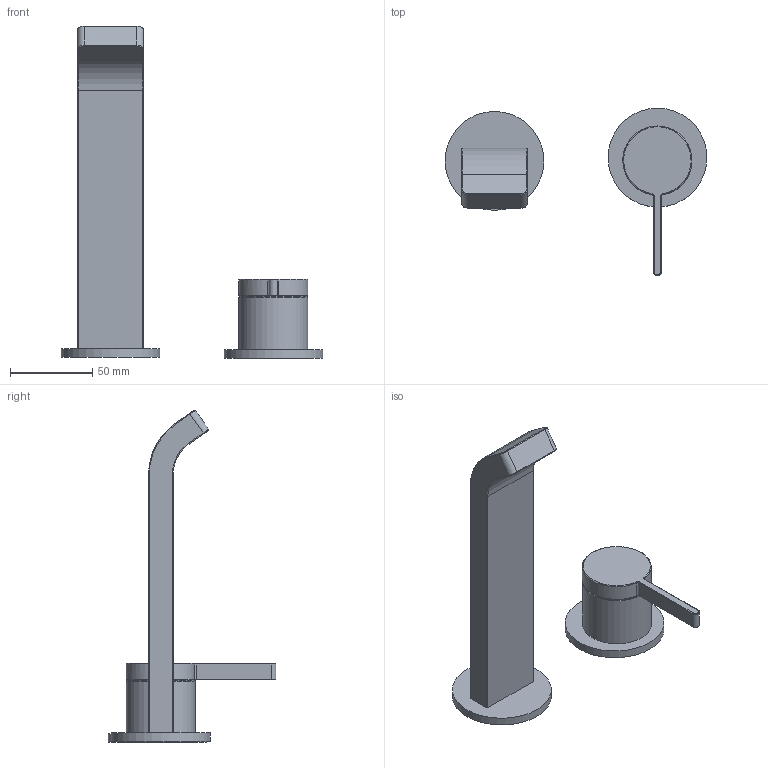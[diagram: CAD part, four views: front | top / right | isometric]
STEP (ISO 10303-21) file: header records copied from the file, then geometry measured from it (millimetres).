
FILE_DESCRIPTION(/* description */ (''),/* implementation_level */ '2;1');
FILE_NAME(/* name */ '3D_TVZ106003000_Dawn_Simplified.step',/* time_stamp */ '2024-06-07T09:13:12+02:00',/* author */ (''),/* organization */ (''),/* preprocessor_version */ 'ST-DEVELOPER v20',/* originating_system */ 'Autodesk Translation Framework v13.14.0.145',/* authorisation */ '');
FILE_SCHEMA (('AUTOMOTIVE_DESIGN { 1 0 10303 214 3 1 1 }'));
Length unit declared in the file: millimetre
Products named in the file (10): (Nicht gespeichert); 3D_TVW10612A152_Dawn39603604; 16002313_ASM39593603; 1200072939293576; 120007273595; 040000363591; 100002563587; 03000232_AF039403585; 16002311_AF0_ASM39523597; 12000712_AF039323579
Assembly tree (10 placements, depth 4):
  (Nicht gespeichert)
    3D_TVW10612A152_Dawn39603604
      16002313_ASM39593603
        1200072939293576
    120007273595
    040000363591  x2
    100002563587
    03000232_AF039403585
    16002311_AF0_ASM39523597
      12000712_AF039323579
Bounding box: 158.89 x 101.83 x 201.48 mm (x, y, z)
Volume: 209399.1 mm3; surface area: 42136.1 mm2
Topology: 2 solids, 2 shells, 54 faces, 115 edges, 69 vertices
Faces by surface type: cylinder 25, plane 16, torus 12, cone 1
Full cylindrical faces by diameter (mm): 36.4 x1, 41.5 x1, 41.9 x1, 60 x2
Entity records: 1751 total; most frequent: DIRECTION 328, CARTESIAN_POINT 258, ORIENTED_EDGE 230, AXIS2_PLACEMENT_3D 139, EDGE_CURVE 115, VERTEX_POINT 69, CIRCLE 65, EDGE_LOOP 58
